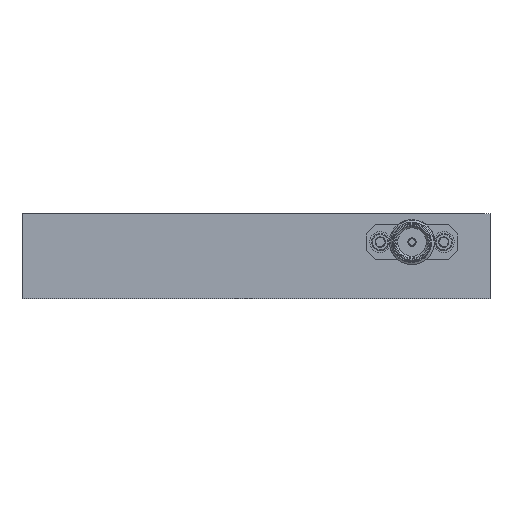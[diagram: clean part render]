
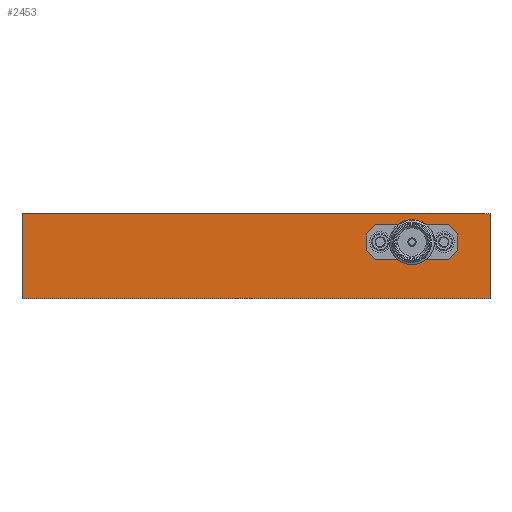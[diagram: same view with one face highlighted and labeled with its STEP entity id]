
A CAD part, left-side view. The second image highlights one B-rep face of the part: STEP entity #2453.
In plain terms, the highlighted planar face has unit normal (-1, 0, 0).
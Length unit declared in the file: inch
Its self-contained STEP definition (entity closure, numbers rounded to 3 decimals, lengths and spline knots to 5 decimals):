
#231 = VECTOR ( 'NONE', #15700, 39.37008 ) ;
#1226 = FACE_OUTER_BOUND ( 'NONE', #23996, .T. ) ;
#1635 = VERTEX_POINT ( 'NONE', #8945 ) ;
#1888 = EDGE_CURVE ( 'NONE', #1635, #2884, #6399, .T. ) ;
#2160 = CARTESIAN_POINT ( 'NONE',  ( -0.59055, -0.61614, 0.12374 ) ) ;
#2290 = VECTOR ( 'NONE', #16696, 39.37008 ) ;
#2453 = ADVANCED_FACE ( 'NONE', ( #2812, #1226 ), #18608, .F. ) ;
#2717 = VECTOR ( 'NONE', #27921, 39.37008 ) ;
#2812 = FACE_BOUND ( 'NONE', #19292, .T. ) ;
#2884 = VERTEX_POINT ( 'NONE', #18860 ) ;
#2925 = EDGE_CURVE ( 'NONE', #4926, #14857, #3349, .T. ) ;
#3349 = LINE ( 'NONE', #28658, #18502 ) ;
#3571 = DIRECTION ( 'NONE',  ( 0., 0.707, -0.707 ) ) ;
#4743 = ORIENTED_EDGE ( 'NONE', *, *, #1888, .F. ) ;
#4926 = VERTEX_POINT ( 'NONE', #20433 ) ;
#5015 = EDGE_CURVE ( 'NONE', #20532, #22556, #16601, .T. ) ;
#5342 = CARTESIAN_POINT ( 'NONE',  ( -0.59055, -1.01364, 0.22624 ) ) ;
#5465 = VECTOR ( 'NONE', #29418, 39.37008 ) ;
#6399 = LINE ( 'NONE', #7194, #13713 ) ;
#7194 = CARTESIAN_POINT ( 'NONE',  ( -0.59055, -1.29921, 0.23622 ) ) ;
#7416 = EDGE_CURVE ( 'NONE', #20532, #18381, #14001, .T. ) ;
#8002 = DIRECTION ( 'NONE',  ( 0., -1., 0. ) ) ;
#8673 = VERTEX_POINT ( 'NONE', #23470 ) ;
#8945 = CARTESIAN_POINT ( 'NONE',  ( -0.59055, 1.29921, 0.23622 ) ) ;
#9048 = AXIS2_PLACEMENT_3D ( 'NONE', #21099, #11222, #18716 ) ;
#9217 = EDGE_CURVE ( 'NONE', #30490, #28247, #24524, .T. ) ;
#9318 = CARTESIAN_POINT ( 'NONE',  ( -0.59055, -0.61614, 0.17374 ) ) ;
#9372 = VECTOR ( 'NONE', #14727, 39.37008 ) ;
#10998 = DIRECTION ( 'NONE',  ( 0., -0.707, 0.707 ) ) ;
#11222 = DIRECTION ( 'NONE',  ( 1., 0., 0. ) ) ;
#11224 = LINE ( 'NONE', #26956, #2290 ) ;
#11429 = CARTESIAN_POINT ( 'NONE',  ( -0.59055, -0.71864, 0.22624 ) ) ;
#12397 = LINE ( 'NONE', #9318, #5465 ) ;
#12561 = VERTEX_POINT ( 'NONE', #21563 ) ;
#12785 = CARTESIAN_POINT ( 'NONE',  ( -0.59055, -0.61614, 0.03374 ) ) ;
#13208 = CARTESIAN_POINT ( 'NONE',  ( -0.59055, -1.11614, -0.01626 ) ) ;
#13444 = ORIENTED_EDGE ( 'NONE', *, *, #9217, .T. ) ;
#13629 = ORIENTED_EDGE ( 'NONE', *, *, #17749, .F. ) ;
#13713 = VECTOR ( 'NONE', #14323, 39.37008 ) ;
#13777 = EDGE_CURVE ( 'NONE', #8673, #14857, #17271, .T. ) ;
#14001 = LINE ( 'NONE', #29544, #9372 ) ;
#14323 = DIRECTION ( 'NONE',  ( 0., -1., 0. ) ) ;
#14727 = DIRECTION ( 'NONE',  ( 0., 0., -1. ) ) ;
#14857 = VERTEX_POINT ( 'NONE', #29548 ) ;
#14923 = CARTESIAN_POINT ( 'NONE',  ( -0.59055, 1.29921, 0.23622 ) ) ;
#15079 = DIRECTION ( 'NONE',  ( 0., 0., -1. ) ) ;
#15700 = DIRECTION ( 'NONE',  ( 0., 0., 1. ) ) ;
#15745 = CARTESIAN_POINT ( 'NONE',  ( -0.59055, 1.29921, -0.23622 ) ) ;
#15895 = LINE ( 'NONE', #5342, #2717 ) ;
#16017 = ORIENTED_EDGE ( 'NONE', *, *, #24042, .F. ) ;
#16507 = VERTEX_POINT ( 'NONE', #17929 ) ;
#16601 = LINE ( 'NONE', #11429, #23978 ) ;
#16696 = DIRECTION ( 'NONE',  ( 0., 0.707, 0.707 ) ) ;
#16914 = LINE ( 'NONE', #14923, #21949 ) ;
#17271 = LINE ( 'NONE', #25574, #28560 ) ;
#17413 = ORIENTED_EDGE ( 'NONE', *, *, #7416, .F. ) ;
#17441 = EDGE_CURVE ( 'NONE', #16507, #12561, #15895, .T. ) ;
#17749 = EDGE_CURVE ( 'NONE', #16507, #22556, #12397, .T. ) ;
#17929 = CARTESIAN_POINT ( 'NONE',  ( -0.59055, -1.06614, 0.17374 ) ) ;
#18381 = VERTEX_POINT ( 'NONE', #12785 ) ;
#18502 = VECTOR ( 'NONE', #3571, 39.37008 ) ;
#18608 = PLANE ( 'NONE',  #9048 ) ;
#18673 = CARTESIAN_POINT ( 'NONE',  ( -0.59055, -1.29921, -0.23622 ) ) ;
#18716 = DIRECTION ( 'NONE',  ( 0., 0., -1. ) ) ;
#18860 = CARTESIAN_POINT ( 'NONE',  ( -0.59055, -1.29921, 0.23622 ) ) ;
#19292 = EDGE_LOOP ( 'NONE', ( #27240, #23092, #17413, #21048, #13629, #30496, #21712, #19879 ) ) ;
#19879 = ORIENTED_EDGE ( 'NONE', *, *, #2925, .T. ) ;
#20433 = CARTESIAN_POINT ( 'NONE',  ( -0.59055, -1.11614, 0.03374 ) ) ;
#20522 = VECTOR ( 'NONE', #15079, 39.37008 ) ;
#20532 = VERTEX_POINT ( 'NONE', #2160 ) ;
#20816 = LINE ( 'NONE', #13208, #231 ) ;
#21048 = ORIENTED_EDGE ( 'NONE', *, *, #5015, .T. ) ;
#21099 = CARTESIAN_POINT ( 'NONE',  ( -0.59055, -1.29921, 0.23622 ) ) ;
#21563 = CARTESIAN_POINT ( 'NONE',  ( -0.59055, -1.11614, 0.12374 ) ) ;
#21712 = ORIENTED_EDGE ( 'NONE', *, *, #31206, .F. ) ;
#21949 = VECTOR ( 'NONE', #22431, 39.37008 ) ;
#22431 = DIRECTION ( 'NONE',  ( 0., 0., -1. ) ) ;
#22556 = VERTEX_POINT ( 'NONE', #28034 ) ;
#23015 = EDGE_CURVE ( 'NONE', #8673, #18381, #11224, .T. ) ;
#23092 = ORIENTED_EDGE ( 'NONE', *, *, #23015, .T. ) ;
#23426 = DIRECTION ( 'NONE',  ( 0., -1., 0. ) ) ;
#23470 = CARTESIAN_POINT ( 'NONE',  ( -0.59055, -0.66614, -0.01626 ) ) ;
#23978 = VECTOR ( 'NONE', #10998, 39.37008 ) ;
#23996 = EDGE_LOOP ( 'NONE', ( #13444, #16017, #4743, #25213 ) ) ;
#24042 = EDGE_CURVE ( 'NONE', #2884, #28247, #31398, .T. ) ;
#24524 = LINE ( 'NONE', #18673, #24897 ) ;
#24897 = VECTOR ( 'NONE', #23426, 39.37008 ) ;
#24902 = CARTESIAN_POINT ( 'NONE',  ( -0.59055, -1.29921, -0.23622 ) ) ;
#25213 = ORIENTED_EDGE ( 'NONE', *, *, #31553, .T. ) ;
#25574 = CARTESIAN_POINT ( 'NONE',  ( -0.59055, -0.61614, -0.01626 ) ) ;
#26956 = CARTESIAN_POINT ( 'NONE',  ( -0.59055, -0.71864, -0.06876 ) ) ;
#27240 = ORIENTED_EDGE ( 'NONE', *, *, #13777, .F. ) ;
#27921 = DIRECTION ( 'NONE',  ( 0., -0.707, -0.707 ) ) ;
#28034 = CARTESIAN_POINT ( 'NONE',  ( -0.59055, -0.66614, 0.17374 ) ) ;
#28247 = VERTEX_POINT ( 'NONE', #24902 ) ;
#28560 = VECTOR ( 'NONE', #8002, 39.37008 ) ;
#28658 = CARTESIAN_POINT ( 'NONE',  ( -0.59055, -1.01364, -0.06876 ) ) ;
#29418 = DIRECTION ( 'NONE',  ( 0., 1., 0. ) ) ;
#29544 = CARTESIAN_POINT ( 'NONE',  ( -0.59055, -0.61614, -0.01626 ) ) ;
#29548 = CARTESIAN_POINT ( 'NONE',  ( -0.59055, -1.06614, -0.01626 ) ) ;
#29694 = CARTESIAN_POINT ( 'NONE',  ( -0.59055, -1.29921, 0.23622 ) ) ;
#30490 = VERTEX_POINT ( 'NONE', #15745 ) ;
#30496 = ORIENTED_EDGE ( 'NONE', *, *, #17441, .T. ) ;
#31206 = EDGE_CURVE ( 'NONE', #4926, #12561, #20816, .T. ) ;
#31398 = LINE ( 'NONE', #29694, #20522 ) ;
#31553 = EDGE_CURVE ( 'NONE', #1635, #30490, #16914, .T. ) ;
